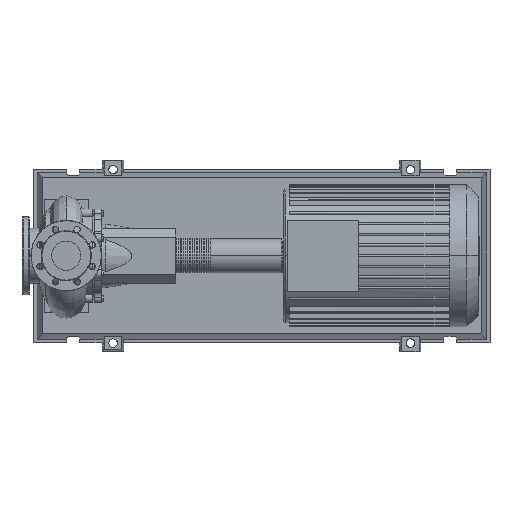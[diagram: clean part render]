
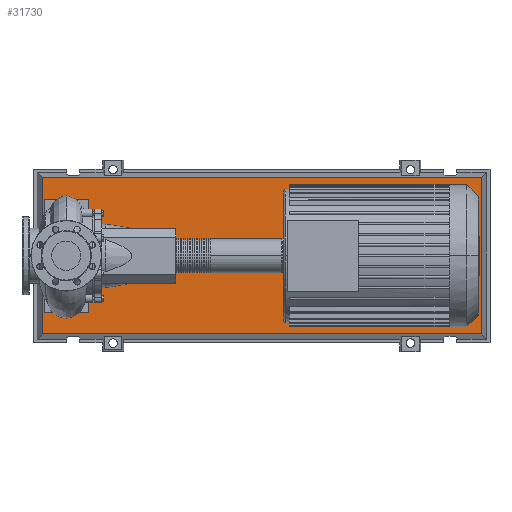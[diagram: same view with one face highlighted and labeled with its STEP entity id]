
A CAD part, top view. The second image highlights one B-rep face of the part: STEP entity #31730.
In plain terms, the highlighted planar face has unit normal (0, 0, 1).
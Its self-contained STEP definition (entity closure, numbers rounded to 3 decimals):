
#31411=CARTESIAN_POINT('',(1172.971,-220.471,103.0));
#31412=VERTEX_POINT('',#31411);
#31419=CARTESIAN_POINT('',(-67.971,-220.471,103.0));
#31420=VERTEX_POINT('',#31419);
#31421=CARTESIAN_POINT('',(1172.971,-220.471,103.0));
#31422=DIRECTION('',(-1.0,0.0,0.0));
#31423=VECTOR('',#31422,1240.941);
#31424=LINE('',#31421,#31423);
#31425=EDGE_CURVE('',#31412,#31420,#31424,.T.);
#31643=CARTESIAN_POINT('',(1172.971,220.471,103.0));
#31644=VERTEX_POINT('',#31643);
#31645=CARTESIAN_POINT('',(1172.971,220.471,103.0));
#31646=DIRECTION('',(0.0,-1.0,0.0));
#31647=VECTOR('',#31646,440.941);
#31648=LINE('',#31645,#31647);
#31649=EDGE_CURVE('',#31644,#31412,#31648,.T.);
#31667=CARTESIAN_POINT('',(-67.971,220.471,103.0));
#31668=VERTEX_POINT('',#31667);
#31669=CARTESIAN_POINT('',(-67.971,-220.471,103.0));
#31670=DIRECTION('',(0.0,1.0,0.0));
#31671=VECTOR('',#31670,440.941);
#31672=LINE('',#31669,#31671);
#31673=EDGE_CURVE('',#31420,#31668,#31672,.T.);
#31706=CARTESIAN_POINT('',(-67.971,220.471,103.0));
#31707=DIRECTION('',(1.0,0.0,0.0));
#31708=VECTOR('',#31707,1240.941);
#31709=LINE('',#31706,#31708);
#31710=EDGE_CURVE('',#31668,#31644,#31709,.T.);
#31719=CARTESIAN_POINT('',(552.5,0.,103.0));
#31720=DIRECTION('',(0.0,0.0,1.0));
#31721=DIRECTION('',(1.0,0.0,0.0));
#31722=AXIS2_PLACEMENT_3D('',#31719,#31720,#31721);
#31723=PLANE('',#31722);
#31724=ORIENTED_EDGE('',*,*,#31649,.F.);
#31725=ORIENTED_EDGE('',*,*,#31710,.F.);
#31726=ORIENTED_EDGE('',*,*,#31673,.F.);
#31727=ORIENTED_EDGE('',*,*,#31425,.F.);
#31728=EDGE_LOOP('',(#31724,#31725,#31726,#31727));
#31729=FACE_OUTER_BOUND('',#31728,.T.);
#31730=ADVANCED_FACE('',(#31729),#31723,.T.);
